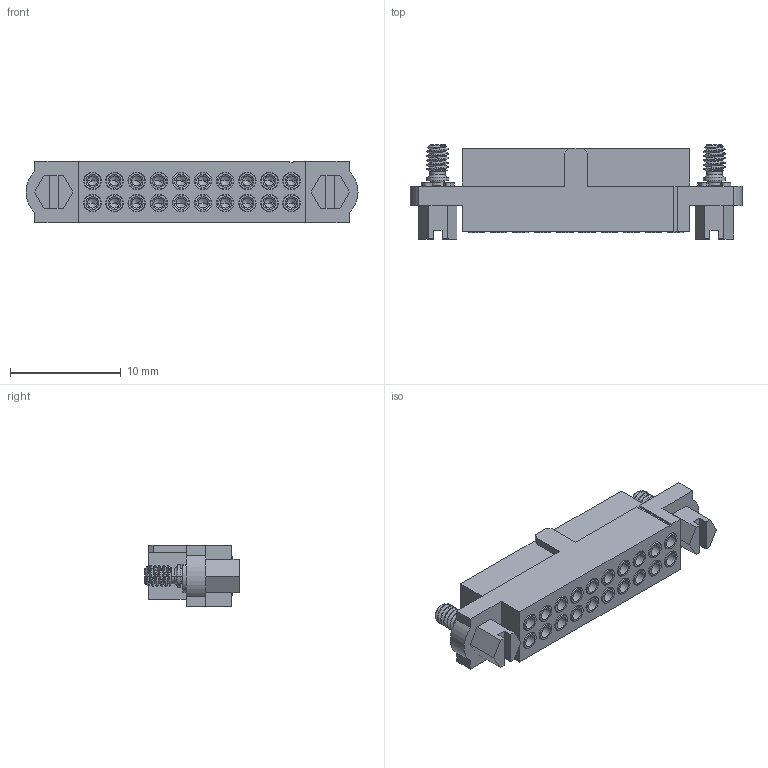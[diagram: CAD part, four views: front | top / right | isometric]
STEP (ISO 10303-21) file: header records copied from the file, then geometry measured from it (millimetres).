
FILE_DESCRIPTION((''),'2;1');
FILE_NAME('M80-4605001_ASM','2011-10-03T',('wbourne'),(''),'PRO/ENGINEER BY PARAMETRIC TECHNOLOGY CORPORATION, 2010280','PRO/ENGINEER BY PARAMETRIC TECHNOLOGY CORPORATION, 2010280','');
FILE_SCHEMA(('CONFIG_CONTROL_DESIGN','SHAPE_APPEARANCE_LAYERS_GROUPS'));
Length unit declared in the file: millimetre
Products named in the file (8): M80-2625098; M80-214; M80-215; M80-2645098_ASM; M80-010; Y3198; M80-011_ASM; M80-4605001_ASM
Assembly tree (28 placements, depth 3):
  M80-4605001_ASM
    M80-2645098_ASM
      M80-2625098
      M80-214  x2
      M80-215  x2
    M80-011_ASM  x20
      M80-010
      Y3198
Bounding box: 30 x 8.5 x 5.55 mm (x, y, z)
Volume: 769 mm3; surface area: 2878.4 mm2
Topology: 45 solids, 47 shells, 2268 faces, 5486 edges, 3276 vertices
Faces by surface type: bspline 912, cylinder 558, plane 494, cone 288, torus 16
Entity records: 17041 total; most frequent: CARTESIAN_POINT 5018, DIRECTION 1923, ORIENTED_EDGE 1824, PRESENTATION_STYLE_ASSIGNMENT 920, STYLED_ITEM 920, CURVE_STYLE 914, EDGE_CURVE 914, AXIS2_PLACEMENT_3D 750
